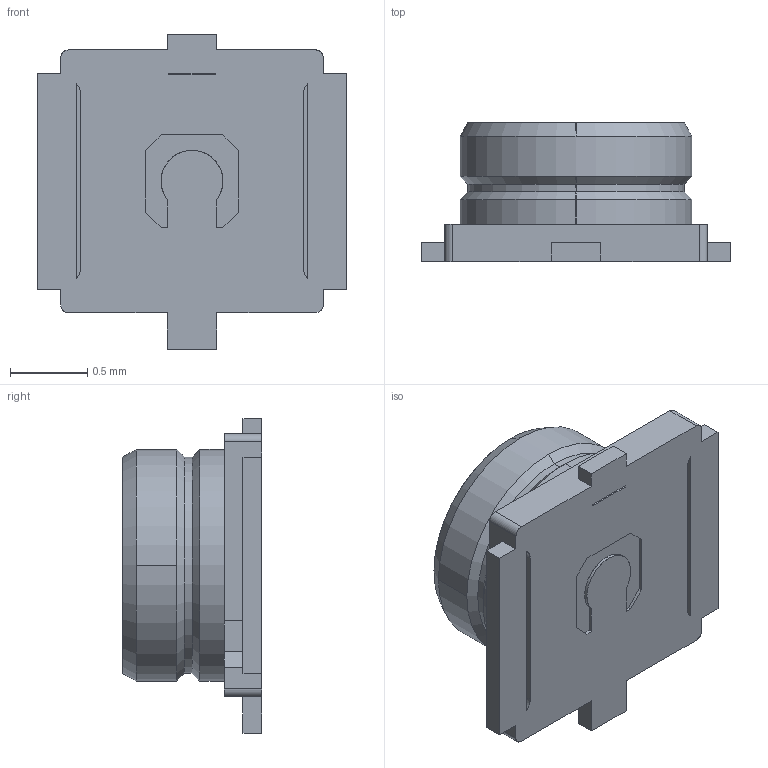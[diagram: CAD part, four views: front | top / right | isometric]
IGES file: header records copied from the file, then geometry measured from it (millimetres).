
Start section: SolidWorks IGES file using analytic representation for surfaces
Global section: file name: R302.152.000.IGS; native system: SolidWorks 2008; preprocessor: SolidWorks 2008; author: gu_g; date: 100510.105744; units: millimetre
Bounding box: 2 x 0.9 x 2.04 mm (x, y, z)
Surface area: 14.2 mm2 (no closed solid volume)
Topology: 0 solids, 0 shells, 86 faces, 550 edges, 550 vertices
Faces by surface type: bspline 60, revolution 26
